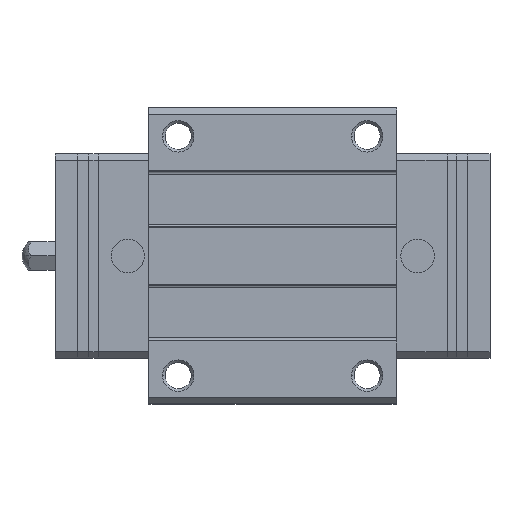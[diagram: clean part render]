
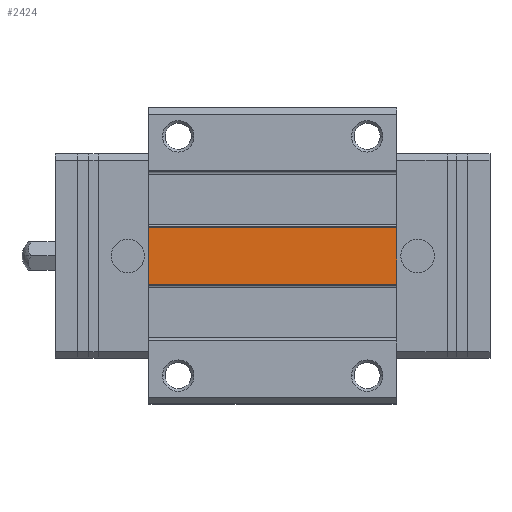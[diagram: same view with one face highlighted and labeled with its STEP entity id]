
A CAD part, top view. The second image highlights one B-rep face of the part: STEP entity #2424.
In plain terms, the highlighted planar face has unit normal (0, 0, 1).
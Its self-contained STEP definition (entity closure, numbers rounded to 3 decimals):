
#2363=CARTESIAN_POINT('POINT153',(54.2,-4.5,19.7));
#2364=VERTEX_POINT('VERTEX153',#2363);
#2371=CARTESIAN_POINT('POINT154',(14.8,-4.5,19.7));
#2372=VERTEX_POINT('VERTEX154',#2371);
#2373=CARTESIAN_POINT('POS229',(14.8,-4.5,19.7));
#2374=DIRECTION('DIR330',(1.,0.,0.));
#2375=VECTOR('VEC128',#2374,1.);
#2376=LINE('STRAIGHT128',#2373,#2375);
#2377=EDGE_CURVE('EDGE226',#2372,#2364,#2376,.T.);
#2394=CARTESIAN_POINT('POINT155',(54.2,4.5,19.7));
#2395=VERTEX_POINT('VERTEX155',#2394);
#2396=CARTESIAN_POINT('POS232',(54.2,-4.5,19.7));
#2397=DIRECTION('DIR334',(0.,1.,0.));
#2398=VECTOR('VEC130',#2397,1.);
#2399=LINE('STRAIGHT130',#2396,#2398);
#2400=EDGE_CURVE('EDGE228',#2364,#2395,#2399,.T.);
#2401=ORIENTED_EDGE('COEDGE388',*,*,#2400,.T.);
#2402=CARTESIAN_POINT('POINT156',(14.8,4.5,19.7));
#2403=VERTEX_POINT('VERTEX156',#2402);
#2404=CARTESIAN_POINT('POS233',(14.8,4.5,19.7));
#2405=DIRECTION('DIR335',(1.,0.,0.));
#2406=VECTOR('VEC131',#2405,1.);
#2407=LINE('STRAIGHT131',#2404,#2406);
#2408=EDGE_CURVE('EDGE229',#2403,#2395,#2407,.T.);
#2409=ORIENTED_EDGE('COEDGE389',*,*,#2408,.F.);
#2410=CARTESIAN_POINT('POS234',(14.8,-4.5,19.7));
#2411=DIRECTION('DIR336',(0.,1.,0.));
#2412=VECTOR('VEC132',#2411,1.);
#2413=LINE('STRAIGHT132',#2410,#2412);
#2414=EDGE_CURVE('EDGE230',#2372,#2403,#2413,.T.);
#2415=ORIENTED_EDGE('COEDGE390',*,*,#2414,.F.);
#2416=ORIENTED_EDGE('COEDGE391',*,*,#2377,.T.);
#2417=EDGE_LOOP('NONE',(#2401,#2409,#2415,#2416));
#2418=FACE_BOUND('LOOP1',#2417,.T.);
#2419=CARTESIAN_POINT('POS235',(14.8,-4.5,19.7));
#2420=DIRECTION('DIR337',(0.,0.,1.));
#2421=DIRECTION('DIR338',(1.,0.,0.));
#2422=AXIS2_PLACEMENT_3D('AXIS103',#2419,#2420,#2421);
#2423=PLANE('PLANE27',#2422);
#2424=ADVANCED_FACE('FACE76',(#2418),#2423,.T.);
